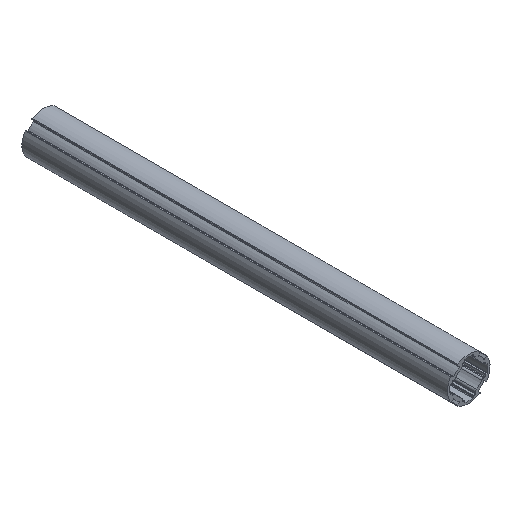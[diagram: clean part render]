
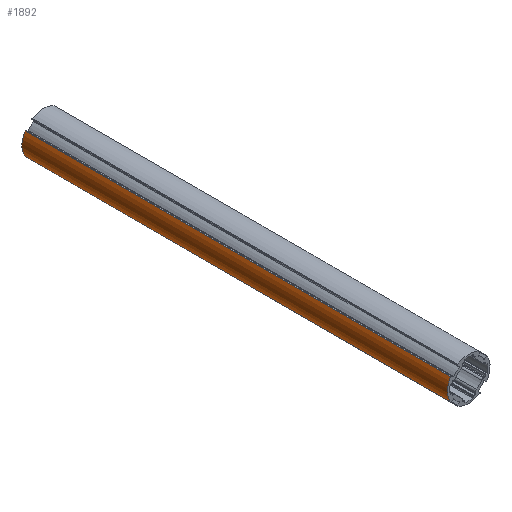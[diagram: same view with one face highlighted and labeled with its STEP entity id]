
A CAD part, isometric view. The second image highlights one B-rep face of the part: STEP entity #1892.
In plain terms, the highlighted cylindrical face has radius 15 mm (diameter 30 mm), a partial arc.
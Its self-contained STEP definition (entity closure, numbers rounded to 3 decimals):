
#153=CIRCLE('',#2129,15.);
#154=CIRCLE('',#2130,15.);
#229=CYLINDRICAL_SURFACE('',#2128,15.);
#324=FACE_OUTER_BOUND('',#422,.T.);
#422=EDGE_LOOP('',(#1563,#1564,#1565,#1566));
#568=LINE('',#3322,#712);
#569=LINE('',#3328,#713);
#712=VECTOR('',#2736,10.);
#713=VECTOR('',#2743,10.);
#901=VERTEX_POINT('',#3318);
#902=VERTEX_POINT('',#3320);
#903=VERTEX_POINT('',#3324);
#904=VERTEX_POINT('',#3326);
#1184=EDGE_CURVE('',#901,#902,#568,.T.);
#1185=EDGE_CURVE('',#903,#901,#153,.T.);
#1186=EDGE_CURVE('',#904,#902,#154,.T.);
#1187=EDGE_CURVE('',#903,#904,#569,.T.);
#1563=ORIENTED_EDGE('',*,*,#1185,.T.);
#1564=ORIENTED_EDGE('',*,*,#1184,.T.);
#1565=ORIENTED_EDGE('',*,*,#1186,.F.);
#1566=ORIENTED_EDGE('',*,*,#1187,.F.);
#1892=ADVANCED_FACE('',(#324),#229,.T.);
#2128=AXIS2_PLACEMENT_3D('',#3323,#2737,#2738);
#2129=AXIS2_PLACEMENT_3D('',#3325,#2739,#2740);
#2130=AXIS2_PLACEMENT_3D('',#3327,#2741,#2742);
#2736=DIRECTION('',(0.,1.,0.));
#2737=DIRECTION('center_axis',(0.,1.,0.));
#2738=DIRECTION('ref_axis',(-0.856,0.,-0.517));
#2739=DIRECTION('center_axis',(0.,1.,0.));
#2740=DIRECTION('ref_axis',(-0.856,0.,-0.517));
#2741=DIRECTION('center_axis',(0.,1.,0.));
#2742=DIRECTION('ref_axis',(-0.856,0.,-0.517));
#2743=DIRECTION('',(0.,1.,0.));
#3318=CARTESIAN_POINT('',(-12.84,0.,7.755));
#3320=CARTESIAN_POINT('',(-12.84,300.,7.755));
#3322=CARTESIAN_POINT('',(-12.84,0.,7.755));
#3323=CARTESIAN_POINT('Origin',(0.,0.,0.));
#3324=CARTESIAN_POINT('',(-12.84,0.,-7.755));
#3325=CARTESIAN_POINT('Origin',(0.,0.,0.));
#3326=CARTESIAN_POINT('',(-12.84,300.,-7.755));
#3327=CARTESIAN_POINT('Origin',(0.,300.,0.));
#3328=CARTESIAN_POINT('',(-12.84,0.,-7.755));
